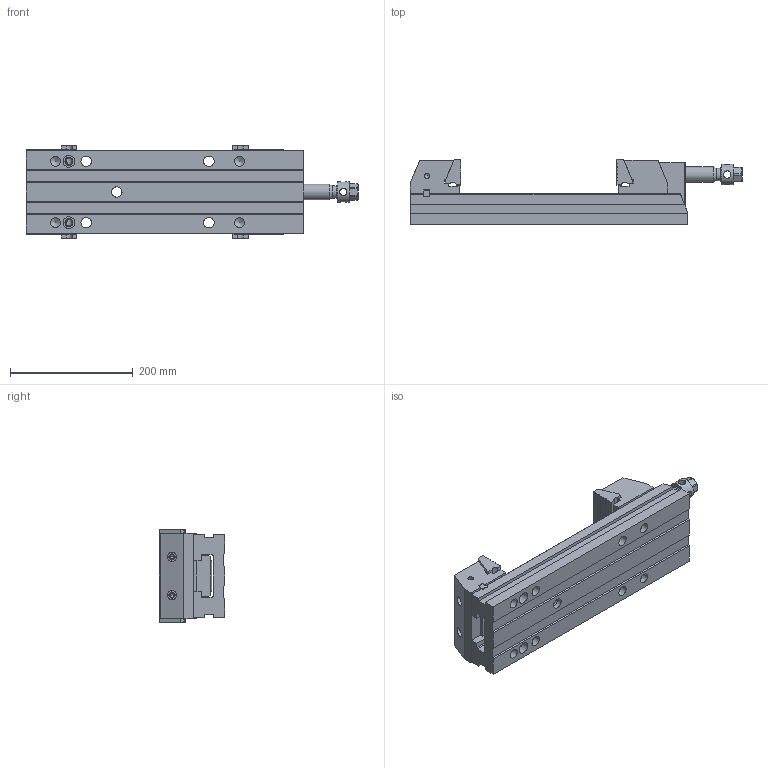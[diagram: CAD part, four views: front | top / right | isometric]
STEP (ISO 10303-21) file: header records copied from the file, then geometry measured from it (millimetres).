
FILE_DESCRIPTION(/* description */ (''),/* implementation_level */ '2;1');
FILE_NAME(/* name */ '60_150LP50_Mordaza.stp',/* time_stamp */ '2013-11-05T08:47:40+01:00',/* author */ (''),/* organization */ (''),/* preprocessor_version */ 'ST-DEVELOPER v11',/* originating_system */ 'SIEMENS PLM Software NX 7.5',/* authorisation */ '');
FILE_SCHEMA (('CONFIG_CONTROL_DESIGN'));
Length unit declared in the file: millimetre
Products named in the file (1): 60_150LP50_Mordaza
Bounding box: 541 x 107 x 150 mm (x, y, z)
Volume: 3342119.3 mm3; surface area: 485199.4 mm2
Topology: 12 solids, 12 shells, 431 faces, 1179 edges, 786 vertices
Faces by surface type: plane 276, cylinder 100, cone 34, sphere 12, torus 9
Full cylindrical faces by diameter (mm): 4.351 x1, 5.188 x1, 6.985 x4, 8.782 x5, 10 x4, 10.579 x4, 12 x4, 12.376 x2, 13 x4, 15 x6, 16 x6, 16.5 x1, 17 x5, 19 x4, 20 x3, 21.25 x1, 22 x2, 25 x5, 26 x1, 30 x2, 33.8 x1, 34 x3
Entity records: 12774 total; most frequent: CARTESIAN_POINT 2495, DIRECTION 2072, ORIENTED_EDGE 1942, EDGE_CURVE 971, VERTEX_POINT 712, AXIS2_PLACEMENT_3D 709, LINE 654, VECTOR 654
